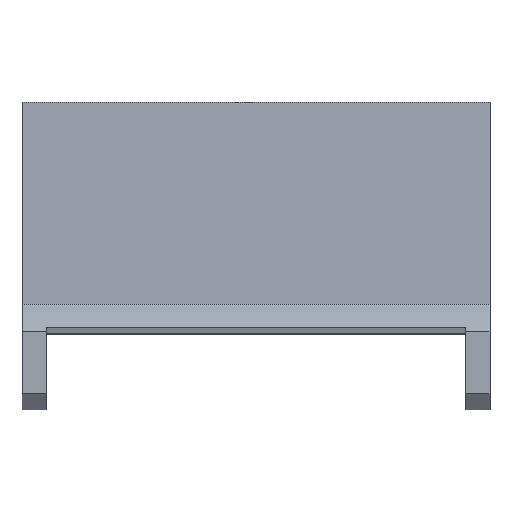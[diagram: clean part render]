
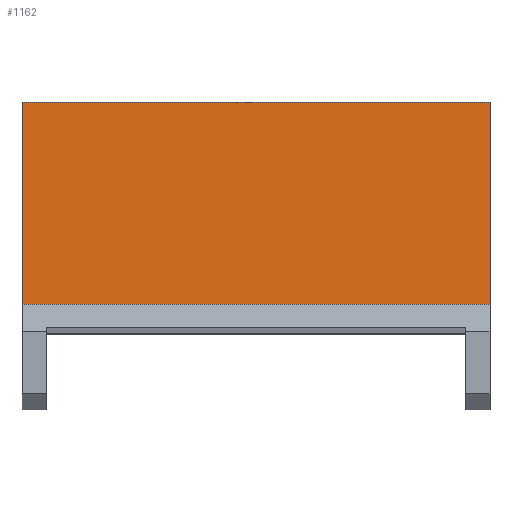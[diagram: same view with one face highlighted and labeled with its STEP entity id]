
A CAD part, top view. The second image highlights one B-rep face of the part: STEP entity #1162.
In plain terms, the highlighted planar face has unit normal (0, 0.035, 0.999).
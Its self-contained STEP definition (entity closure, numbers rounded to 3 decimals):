
#1154=AXIS2_PLACEMENT_3D('Plane Axis2P3D',#1151,#1152,#1153) ;
#747=CARTESIAN_POINT('Vertex',(0.,3.497,4.852)) ;
#750=CARTESIAN_POINT('Line Origine',(0.,6.848,4.735)) ;
#754=CARTESIAN_POINT('Vertex',(0.,10.2,4.618)) ;
#797=CARTESIAN_POINT('Line Origine',(7.75,10.2,4.618)) ;
#801=CARTESIAN_POINT('Vertex',(15.5,10.2,4.618)) ;
#821=CARTESIAN_POINT('Line Origine',(15.5,6.848,4.735)) ;
#825=CARTESIAN_POINT('Vertex',(15.5,3.497,4.852)) ;
#954=CARTESIAN_POINT('Line Origine',(7.75,3.497,4.852)) ;
#1151=CARTESIAN_POINT('Axis2P3D Location',(0.,10.2,4.618)) ;
#751=DIRECTION('Vector Direction',(0.,-0.999,0.035)) ;
#798=DIRECTION('Vector Direction',(1.,0.,0.)) ;
#822=DIRECTION('Vector Direction',(0.,-0.999,0.035)) ;
#955=DIRECTION('Vector Direction',(1.,0.,0.)) ;
#1152=DIRECTION('Axis2P3D Direction',(-0.,0.035,0.999)) ;
#1153=DIRECTION('Axis2P3D XDirection',(0.,-0.999,0.035)) ;
#752=VECTOR('Line Direction',#751,1.) ;
#799=VECTOR('Line Direction',#798,1.) ;
#823=VECTOR('Line Direction',#822,1.) ;
#956=VECTOR('Line Direction',#955,1.) ;
#1157=ORIENTED_EDGE('',*,*,#803,.F.) ;
#1158=ORIENTED_EDGE('',*,*,#756,.T.) ;
#1159=ORIENTED_EDGE('',*,*,#958,.T.) ;
#1160=ORIENTED_EDGE('',*,*,#827,.F.) ;
#1162=ADVANCED_FACE('Hauptk\X2\00F6\X0\rper',(#1161),#1155,.T.) ;
#756=EDGE_CURVE('',#755,#748,#753,.T.) ;
#803=EDGE_CURVE('',#755,#802,#800,.T.) ;
#827=EDGE_CURVE('',#802,#826,#824,.T.) ;
#958=EDGE_CURVE('',#748,#826,#957,.T.) ;
#1156=EDGE_LOOP('',(#1157,#1158,#1159,#1160)) ;
#1161=FACE_OUTER_BOUND('',#1156,.T.) ;
#753=LINE('Line',#750,#752) ;
#800=LINE('Line',#797,#799) ;
#824=LINE('Line',#821,#823) ;
#957=LINE('Line',#954,#956) ;
#1155=PLANE('',#1154) ;
#748=VERTEX_POINT('',#747) ;
#755=VERTEX_POINT('',#754) ;
#802=VERTEX_POINT('',#801) ;
#826=VERTEX_POINT('',#825) ;
